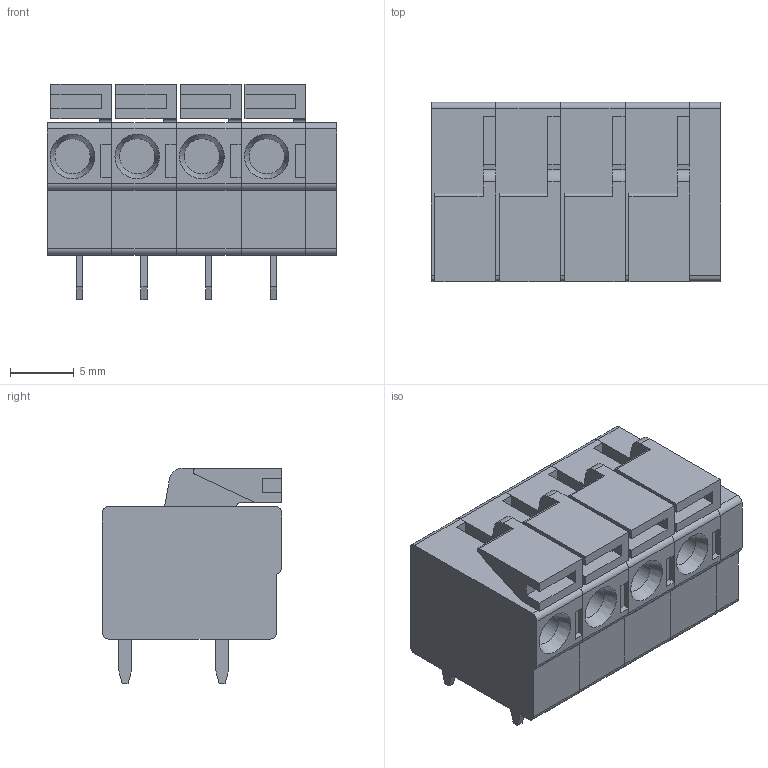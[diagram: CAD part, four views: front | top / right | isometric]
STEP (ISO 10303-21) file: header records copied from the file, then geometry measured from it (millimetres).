
FILE_DESCRIPTION( ( '' ), ' ' );
FILE_NAME( '5cbf3b2183f9ef15bea78d12.step', '2019-04-23T16:19:46', ( '' ), ( '' ), ' ', ' ', ' ' );
FILE_SCHEMA( ( 'AUTOMOTIVE_DESIGN { 1 0 10303 214 1 1 1 1 }' ) );
Length unit declared in the file: metre
Products named in the file (13): Part 12; Part 11; Part 13; Part 9; Part 8; Part 10; Part 6; Part 5; Part 7; DG142R-2-5.08
Bounding box: 22.76 x 14.1 x 16.9 mm (x, y, z)
Volume: 3297.4 mm3; surface area: 3845.9 mm2
Topology: 13 solids, 13 shells, 232 faces, 602 edges, 400 vertices
Faces by surface type: plane 187, cylinder 41, cone 4
Full cylindrical faces by diameter (mm): 2.772 x4
Entity records: 8972 total; most frequent: CARTESIAN_POINT 1239, ORIENTED_EDGE 1188, DIRECTION 1170, EDGE_CURVE 594, LINE 508, VECTOR 508, VERTEX_POINT 400, AXIS2_PLACEMENT_3D 331
